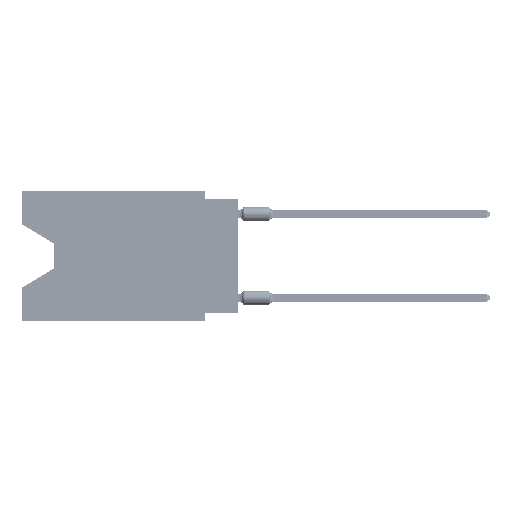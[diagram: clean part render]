
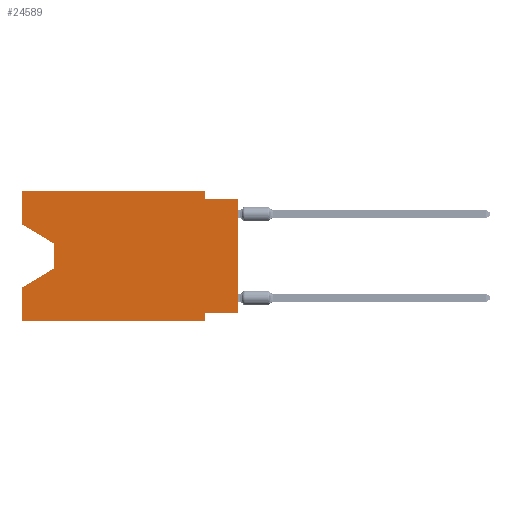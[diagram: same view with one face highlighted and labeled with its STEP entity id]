
A CAD part, left-side view. The second image highlights one B-rep face of the part: STEP entity #24589.
In plain terms, the highlighted planar face has unit normal (-1, 0, 0).
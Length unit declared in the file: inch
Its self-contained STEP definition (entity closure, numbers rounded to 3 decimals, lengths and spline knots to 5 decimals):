
#366 = EDGE_CURVE ( 'NONE', #38816, #47157, #10326, .T. ) ;
#1705 = VECTOR ( 'NONE', #8981, 39.37008 ) ;
#2350 = EDGE_CURVE ( 'NONE', #12598, #40213, #14550, .T. ) ;
#2846 = CARTESIAN_POINT ( 'NONE',  ( 0., 0.645, 0. ) ) ;
#4690 = DIRECTION ( 'NONE',  ( 0., 1., 0. ) ) ;
#4899 = CARTESIAN_POINT ( 'NONE',  ( 0., 0.645, 0. ) ) ;
#5918 = DIRECTION ( 'NONE',  ( 1., 0., 0. ) ) ;
#5931 = CARTESIAN_POINT ( 'NONE',  ( 0., 0.55, -0.158 ) ) ;
#6298 = DIRECTION ( 'NONE',  ( 0., 0., -1. ) ) ;
#8744 = CARTESIAN_POINT ( 'NONE',  ( 0., 0.1, 0. ) ) ;
#8981 = DIRECTION ( 'NONE',  ( 0., -1., 0. ) ) ;
#9217 = CARTESIAN_POINT ( 'NONE',  ( 0., 0.645, -0.10025 ) ) ;
#9335 = VERTEX_POINT ( 'NONE', #51270 ) ;
#9539 = EDGE_CURVE ( 'NONE', #39066, #12598, #70864, .T. ) ;
#9554 = CARTESIAN_POINT ( 'NONE',  ( 0., 0.1, 0. ) ) ;
#9825 = CARTESIAN_POINT ( 'NONE',  ( 0., 0.1, -0.39 ) ) ;
#10270 = CARTESIAN_POINT ( 'NONE',  ( 0., 0.645, -0.28975 ) ) ;
#10326 = LINE ( 'NONE', #54686, #31357 ) ;
#10994 = LINE ( 'NONE', #9554, #65650 ) ;
#12318 = EDGE_CURVE ( 'NONE', #28939, #40213, #41318, .T. ) ;
#12598 = VERTEX_POINT ( 'NONE', #34349 ) ;
#12749 = ORIENTED_EDGE ( 'NONE', *, *, #51063, .F. ) ;
#12893 = ORIENTED_EDGE ( 'NONE', *, *, #61297, .T. ) ;
#13929 = LINE ( 'NONE', #63027, #30185 ) ;
#14550 = LINE ( 'NONE', #9825, #26030 ) ;
#15820 = VERTEX_POINT ( 'NONE', #69315 ) ;
#17514 = CARTESIAN_POINT ( 'NONE',  ( 0., 0.645, 0. ) ) ;
#21035 = ORIENTED_EDGE ( 'NONE', *, *, #58539, .F. ) ;
#21563 = DIRECTION ( 'NONE',  ( 0., 0.855, -0.519 ) ) ;
#24421 = ORIENTED_EDGE ( 'NONE', *, *, #12318, .T. ) ;
#24535 = ORIENTED_EDGE ( 'NONE', *, *, #65128, .T. ) ;
#24589 = ADVANCED_FACE ( 'NONE', ( #56087 ), #45155, .F. ) ;
#26030 = VECTOR ( 'NONE', #54172, 39.37008 ) ;
#26080 = EDGE_LOOP ( 'NONE', ( #24535, #12893, #63679, #45675, #24421, #70369, #36330, #42676, #21035, #56502, #12749, #43242 ) ) ;
#27060 = DIRECTION ( 'NONE',  ( 0., -1., 0. ) ) ;
#27882 = CARTESIAN_POINT ( 'NONE',  ( 0., 0.645, 0. ) ) ;
#28939 = VERTEX_POINT ( 'NONE', #68949 ) ;
#30185 = VECTOR ( 'NONE', #63391, 39.37008 ) ;
#30497 = CARTESIAN_POINT ( 'NONE',  ( 0., 0., 0. ) ) ;
#31357 = VECTOR ( 'NONE', #21563, 39.37008 ) ;
#32555 = CARTESIAN_POINT ( 'NONE',  ( 0., 0., -0.025 ) ) ;
#33443 = VECTOR ( 'NONE', #27060, 39.37008 ) ;
#34349 = CARTESIAN_POINT ( 'NONE',  ( 0., 0.1, -0.365 ) ) ;
#34602 = VECTOR ( 'NONE', #55546, 39.37008 ) ;
#36330 = ORIENTED_EDGE ( 'NONE', *, *, #9539, .F. ) ;
#36664 = LINE ( 'NONE', #30497, #42652 ) ;
#36991 = VECTOR ( 'NONE', #39073, 39.37008 ) ;
#37286 = VECTOR ( 'NONE', #6298, 39.37008 ) ;
#37737 = EDGE_CURVE ( 'NONE', #48725, #9335, #10994, .T. ) ;
#38816 = VERTEX_POINT ( 'NONE', #50061 ) ;
#38973 = LINE ( 'NONE', #5931, #37286 ) ;
#39066 = VERTEX_POINT ( 'NONE', #46762 ) ;
#39073 = DIRECTION ( 'NONE',  ( 0., -1., 0. ) ) ;
#40213 = VERTEX_POINT ( 'NONE', #61350 ) ;
#40993 = DIRECTION ( 'NONE',  ( 0., 0., 1. ) ) ;
#41318 = LINE ( 'NONE', #42407, #1705 ) ;
#41493 = VECTOR ( 'NONE', #40993, 39.37008 ) ;
#42407 = CARTESIAN_POINT ( 'NONE',  ( 0., 0.645, -0.39 ) ) ;
#42652 = VECTOR ( 'NONE', #63941, 39.37008 ) ;
#42676 = ORIENTED_EDGE ( 'NONE', *, *, #56724, .T. ) ;
#43242 = ORIENTED_EDGE ( 'NONE', *, *, #55621, .F. ) ;
#43731 = VERTEX_POINT ( 'NONE', #48953 ) ;
#44241 = LINE ( 'NONE', #27882, #34602 ) ;
#45155 = PLANE ( 'NONE',  #68895 ) ;
#45675 = ORIENTED_EDGE ( 'NONE', *, *, #50429, .F. ) ;
#46762 = CARTESIAN_POINT ( 'NONE',  ( 0., 0., -0.365 ) ) ;
#47157 = VERTEX_POINT ( 'NONE', #10270 ) ;
#47912 = VECTOR ( 'NONE', #4690, 39.37008 ) ;
#48725 = VERTEX_POINT ( 'NONE', #8744 ) ;
#48953 = CARTESIAN_POINT ( 'NONE',  ( 0., 0.55, -0.158 ) ) ;
#50061 = CARTESIAN_POINT ( 'NONE',  ( 0., 0.55, -0.232 ) ) ;
#50429 = EDGE_CURVE ( 'NONE', #28939, #47157, #63196, .T. ) ;
#51063 = EDGE_CURVE ( 'NONE', #71234, #48725, #71426, .T. ) ;
#51270 = CARTESIAN_POINT ( 'NONE',  ( 0., 0.1, -0.025 ) ) ;
#52531 = VERTEX_POINT ( 'NONE', #9217 ) ;
#54172 = DIRECTION ( 'NONE',  ( 0., 0., -1. ) ) ;
#54686 = CARTESIAN_POINT ( 'NONE',  ( 0., 0.55, -0.232 ) ) ;
#55546 = DIRECTION ( 'NONE',  ( 0., 0., 1. ) ) ;
#55578 = CARTESIAN_POINT ( 'NONE',  ( 0., 0., -0.365 ) ) ;
#55621 = EDGE_CURVE ( 'NONE', #52531, #71234, #44241, .T. ) ;
#56087 = FACE_OUTER_BOUND ( 'NONE', #26080, .T. ) ;
#56502 = ORIENTED_EDGE ( 'NONE', *, *, #37737, .F. ) ;
#56724 = EDGE_CURVE ( 'NONE', #39066, #15820, #36664, .T. ) ;
#58539 = EDGE_CURVE ( 'NONE', #9335, #15820, #61293, .T. ) ;
#60986 = CARTESIAN_POINT ( 'NONE',  ( 0., 0.645, 0. ) ) ;
#61293 = LINE ( 'NONE', #32555, #36991 ) ;
#61297 = EDGE_CURVE ( 'NONE', #43731, #38816, #38973, .T. ) ;
#61350 = CARTESIAN_POINT ( 'NONE',  ( 0., 0.1, -0.39 ) ) ;
#63027 = CARTESIAN_POINT ( 'NONE',  ( 0., 0.645, -0.10025 ) ) ;
#63196 = LINE ( 'NONE', #2846, #41493 ) ;
#63391 = DIRECTION ( 'NONE',  ( 0., -0.855, -0.519 ) ) ;
#63679 = ORIENTED_EDGE ( 'NONE', *, *, #366, .T. ) ;
#63941 = DIRECTION ( 'NONE',  ( 0., 0., 1. ) ) ;
#64817 = DIRECTION ( 'NONE',  ( 0., 0., -1. ) ) ;
#65128 = EDGE_CURVE ( 'NONE', #52531, #43731, #13929, .T. ) ;
#65650 = VECTOR ( 'NONE', #64817, 39.37008 ) ;
#67331 = DIRECTION ( 'NONE',  ( 0., 0., -1. ) ) ;
#68895 = AXIS2_PLACEMENT_3D ( 'NONE', #17514, #5918, #67331 ) ;
#68949 = CARTESIAN_POINT ( 'NONE',  ( 0., 0.645, -0.39 ) ) ;
#69315 = CARTESIAN_POINT ( 'NONE',  ( 0., 0., -0.025 ) ) ;
#70369 = ORIENTED_EDGE ( 'NONE', *, *, #2350, .F. ) ;
#70864 = LINE ( 'NONE', #55578, #47912 ) ;
#71234 = VERTEX_POINT ( 'NONE', #60986 ) ;
#71426 = LINE ( 'NONE', #4899, #33443 ) ;
